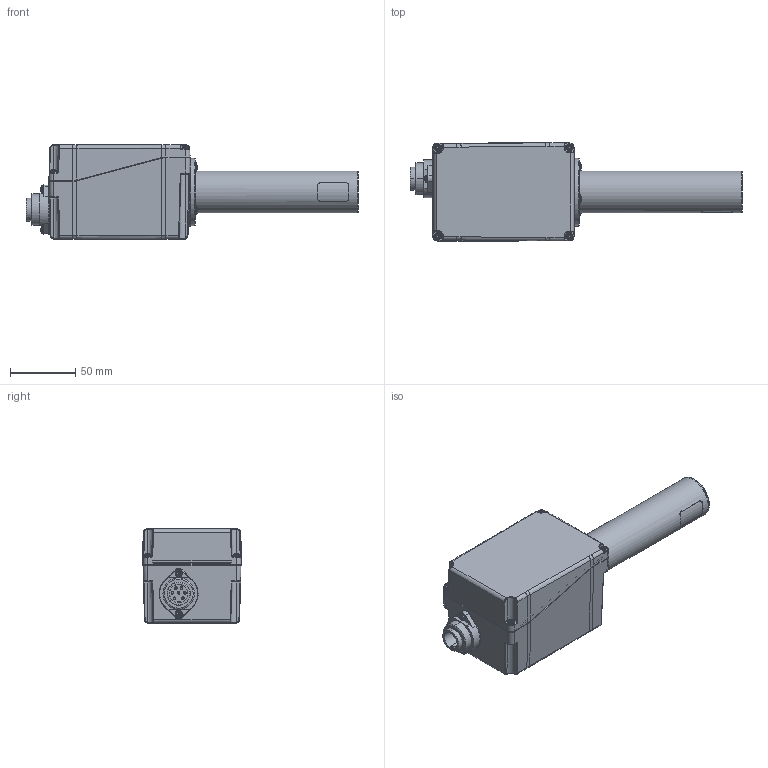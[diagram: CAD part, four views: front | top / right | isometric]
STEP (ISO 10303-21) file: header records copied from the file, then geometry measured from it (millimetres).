
FILE_DESCRIPTION(/* description */ (''),/* implementation_level */ '2;1');
FILE_NAME(/* name */ 'QRA73',/* time_stamp */ '2007-12-06T13:12:51+01:00',/* author */ (''),/* organization */ (''),/* preprocessor_version */ 'ST-DEVELOPER v9',/* originating_system */ 'UGS - NX 3.0',/* authorisation */ '');
FILE_SCHEMA (('AUTOMOTIVE_DESIGN { 1 0 10303 214 1 1 1 1 }'));
Length unit declared in the file: millimetre
Products named in the file (1): birk8D3Emb7d
Bounding box: 254 x 74.99 x 72 mm (x, y, z)
Volume: 673318 mm3; surface area: 59871.5 mm2
Topology: 1 solids, 17 shells, 796 faces, 1914 edges, 1192 vertices
Faces by surface type: plane 360, cylinder 207, bspline 84, cone 72, torus 46, extrusion 24, sphere 3
Full cylindrical faces by diameter (mm): 2.874 x3, 3 x6, 3.4 x3, 5.3 x4, 5.6 x8, 6.9 x3, 31 x1, 31.1 x1, 32 x1, 52 x1
Entity records: 29985 total; most frequent: CARTESIAN_POINT 12266, ORIENTED_EDGE 3658, DIRECTION 3589, EDGE_CURVE 1829, AXIS2_PLACEMENT_3D 1333, VERTEX_POINT 1160, VECTOR 923, EDGE_LOOP 913
